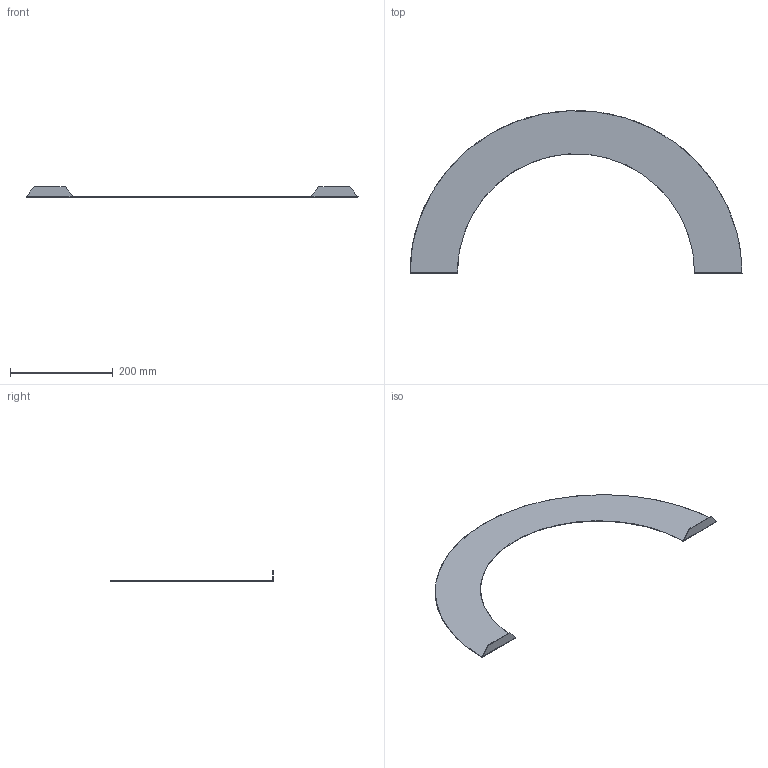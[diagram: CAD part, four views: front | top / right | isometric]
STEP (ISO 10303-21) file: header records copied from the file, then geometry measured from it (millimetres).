
FILE_DESCRIPTION(/* description */ (''),/* implementation_level */ '2;1');
FILE_NAME(/* name */ '4009003015769-Übergangsplatte K30-K40.stp',/* time_stamp */ '2015-05-29T08:18:28+02:00',/* author */ ('dpurucker'),/* organization */ (''),/* preprocessor_version */ 'ST-DEVELOPER v15.6',/* originating_system */ 'Autodesk Inventor 2015',/* authorisation */ '');
FILE_SCHEMA (('AUTOMOTIVE_DESIGN { 1 0 10303 214 3 1 1 }'));
Length unit declared in the file: millimetre
Products named in the file (1): 4009003015769-Übergangsplatte K30-K40
Bounding box: 647 x 316.77 x 21 mm (x, y, z)
Volume: 79501.8 mm3; surface area: 160975.8 mm2
Topology: 1 solids, 1 shells, 24 faces, 52 edges, 30 vertices
Faces by surface type: plane 14, bspline 6, cylinder 4
Entity records: 756 total; most frequent: CARTESIAN_POINT 239, ORIENTED_EDGE 104, DIRECTION 94, EDGE_CURVE 52, LINE 32, VECTOR 32, AXIS2_PLACEMENT_3D 31, VERTEX_POINT 30
